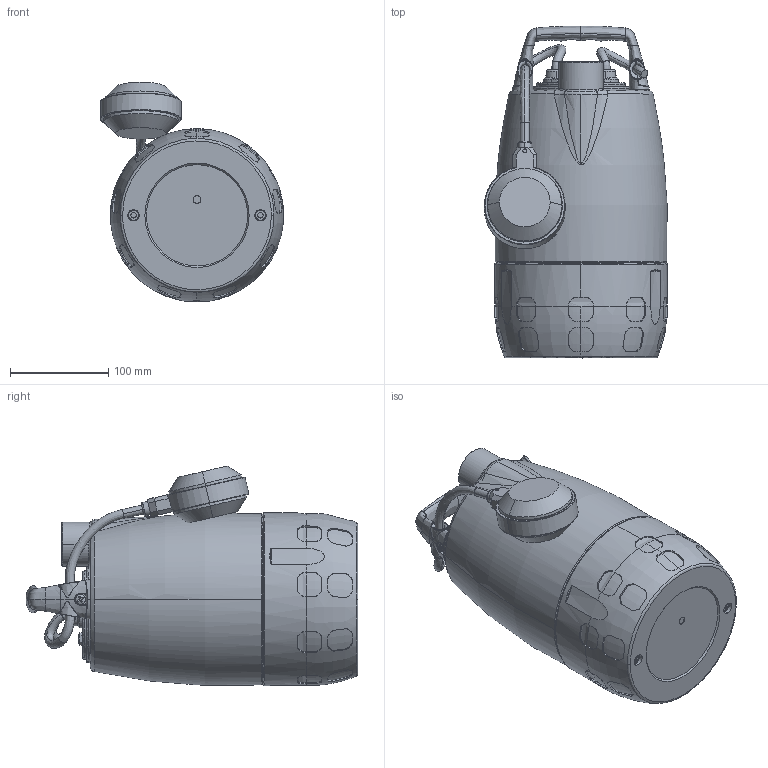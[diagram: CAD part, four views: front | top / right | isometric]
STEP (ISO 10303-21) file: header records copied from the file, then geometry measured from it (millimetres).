
FILE_DESCRIPTION (( 'STEP AP214' ), '1' );
FILE_NAME ('4_93_411_06_REV00.step', '2021-06-30T06:13:55', ( '' ), ( '' ), 'SwSTEP 2.0', 'SolidWorks 2020', '' );
FILE_SCHEMA (( 'AUTOMOTIVE_DESIGN' ));
Length unit declared in the file: millimetre
Products named in the file (8): Copia di 2_92_015_rev7_semplificato^4_93_411_06_REV00; Copia di 3_92_099_rev2_semplificato^4_93_411_06_REV00; Copia di Vite_TCB+_M5x10_UNI_7687_semplificato^4_93_411_06_REV00; Copia di MAC3_small 2C+T_GM10_467264_1^4_93_411_06_REV00; Copia di 4_93_411_06_REV00^4_93_411_06_REV00; 4_93_411_06_REV00; Copia di camicia_semplificato^4_93_411_06_REV00; Copia di 2_92_018_rev1_semplificato^4_93_411_06_REV00
Assembly tree (8 placements, depth 2):
  4_93_411_06_REV00
    Copia di 4_93_411_06_REV00^4_93_411_06_REV00
    Copia di 2_92_018_rev1_semplificato^4_93_411_06_REV00
    Copia di 2_92_015_rev7_semplificato^4_93_411_06_REV00
    Copia di 3_92_099_rev2_semplificato^4_93_411_06_REV00
    Copia di Vite_TCB+_M5x10_UNI_7687_semplificato^4_93_411_06_REV00  x2
    Copia di MAC3_small 2C+T_GM10_467264_1^4_93_411_06_REV00
    Copia di camicia_semplificato^4_93_411_06_REV00
Bounding box: 186.16 x 337.44 x 223.42 mm (x, y, z)
Volume: 6733823 mm3; surface area: 336215.5 mm2
Topology: 14 solids, 14 shells, 1475 faces, 3681 edges, 2258 vertices
Faces by surface type: bspline 518, plane 432, cylinder 416, cone 51, torus 46, sphere 12
Entity records: 177673 total; most frequent: CARTESIAN_POINT 148666, ORIENTED_EDGE 7230, DIRECTION 3685, EDGE_CURVE 3615, VERTEX_POINT 2222, B_SPLINE_CURVE_WITH_KNOTS 2128, EDGE_LOOP 1499, FACE_OUTER_BOUND 1452
